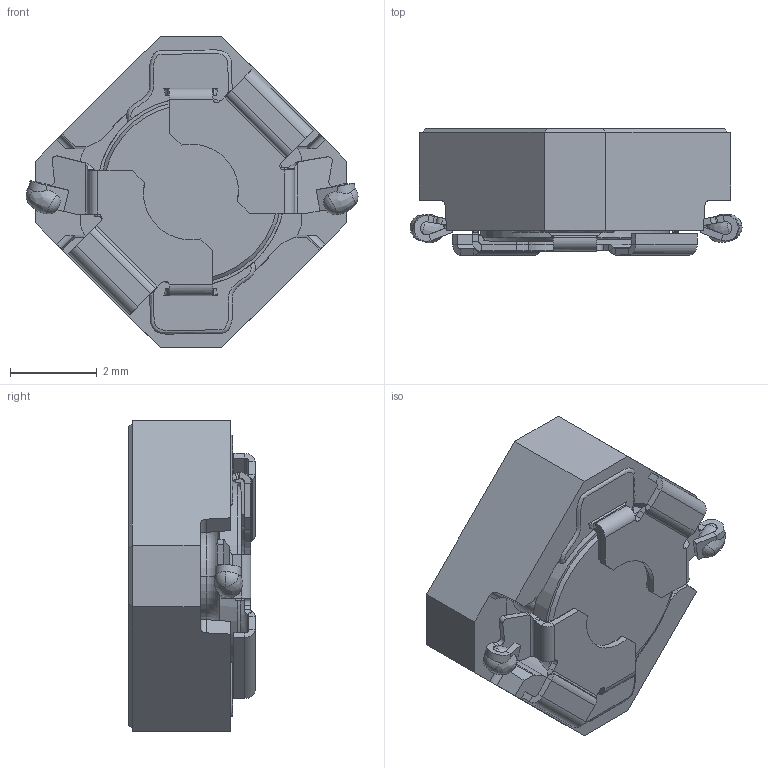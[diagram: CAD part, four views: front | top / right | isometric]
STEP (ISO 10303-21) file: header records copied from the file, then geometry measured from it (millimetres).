
FILE_DESCRIPTION((''),'2;1');
FILE_NAME('C62330-A126-A8-03_SW0001','2019-05-14T',('ea6265'),(''),'CREO PARAMETRIC BY PTC INC, 2017170','CREO PARAMETRIC BY PTC INC, 2017170','');
FILE_SCHEMA(('AUTOMOTIVE_DESIGN { 1 0 10303 214 1 1 1 1 }'));
Length unit declared in the file: millimetre
Products named in the file (1): C62330-A126-A8-03_SW0001
Bounding box: 7.67 x 2.92 x 7.2 mm (x, y, z)
Volume: 60.6 mm3; surface area: 238.8 mm2
Topology: 1 solids, 1 shells, 323 faces, 845 edges, 521 vertices
Faces by surface type: plane 184, cylinder 93, bspline 22, sphere 8, cone 8, extrusion 4, torus 4
Entity records: 17139 total; most frequent: CARTESIAN_POINT 6136, ORIENTED_EDGE 1682, DIRECTION 1556, EDGE_CURVE 841, AXIS2_PLACEMENT_3D 532, VERTEX_POINT 521, VECTOR 492, LINE 488
